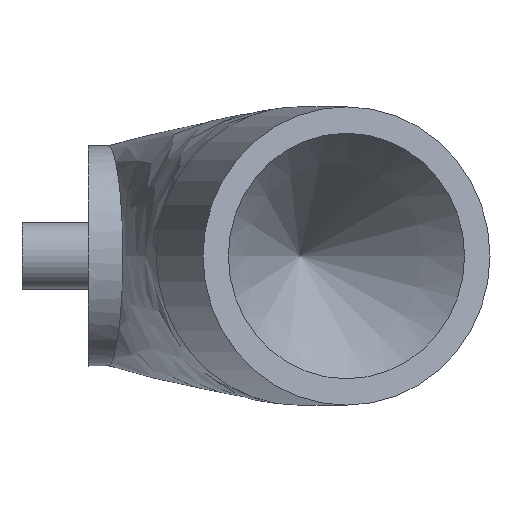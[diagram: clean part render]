
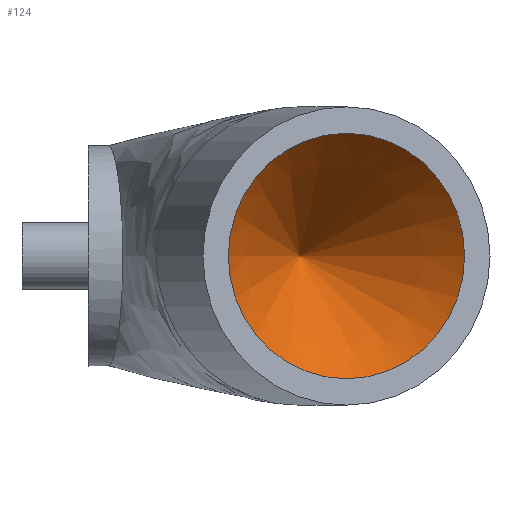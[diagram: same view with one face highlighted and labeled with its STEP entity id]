
A CAD part, front view. The second image highlights one B-rep face of the part: STEP entity #124.
In plain terms, the highlighted conical face has half-angle 35.589 degrees and reference radius 2.79 mm.
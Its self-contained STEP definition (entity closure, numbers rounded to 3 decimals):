
#15=CONICAL_SURFACE('',#141,2.79,0.621);
#34=FACE_OUTER_BOUND('',#44,.T.);
#44=EDGE_LOOP('',(#108,#109,#110));
#48=LINE('',#380,#52);
#52=VECTOR('',#175,2.79);
#59=CIRCLE('',#140,5.58);
#69=VERTEX_POINT('',#376);
#70=VERTEX_POINT('',#379);
#83=EDGE_CURVE('',#69,#69,#59,.T.);
#84=EDGE_CURVE('',#69,#70,#48,.T.);
#108=ORIENTED_EDGE('',*,*,#83,.T.);
#109=ORIENTED_EDGE('',*,*,#84,.T.);
#110=ORIENTED_EDGE('',*,*,#84,.F.);
#124=ADVANCED_FACE('',(#34),#15,.F.);
#140=AXIS2_PLACEMENT_3D('',#377,#171,#172);
#141=AXIS2_PLACEMENT_3D('',#378,#173,#174);
#171=DIRECTION('center_axis',(0.272,-0.962,0.));
#172=DIRECTION('ref_axis',(0.962,0.272,0.));
#173=DIRECTION('center_axis',(0.272,-0.962,0.));
#174=DIRECTION('ref_axis',(0.962,0.272,0.));
#175=DIRECTION('',(0.338,0.941,0.));
#376=CARTESIAN_POINT('',(46.462,-23.504,0.));
#377=CARTESIAN_POINT('Origin',(51.831,-21.984,0.));
#378=CARTESIAN_POINT('Origin',(50.768,-18.233,0.));
#379=CARTESIAN_POINT('',(49.706,-14.482,0.));
#380=CARTESIAN_POINT('',(48.084,-18.993,0.));
